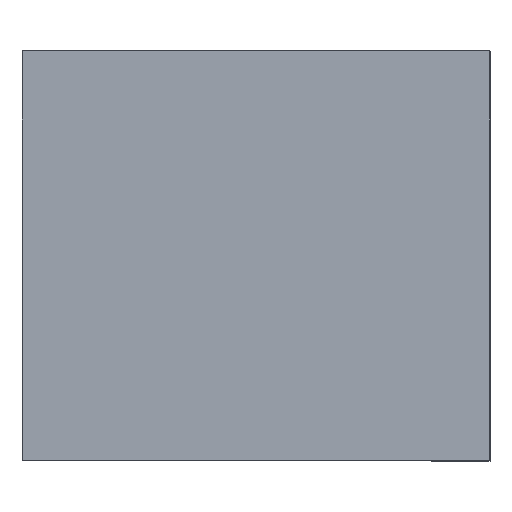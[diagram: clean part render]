
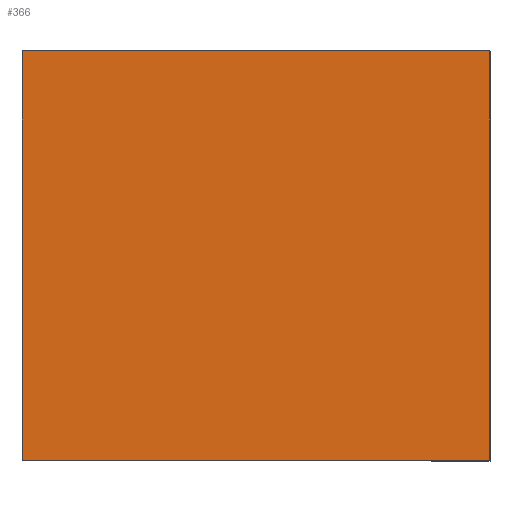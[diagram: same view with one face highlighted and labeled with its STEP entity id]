
A CAD part, top view. The second image highlights one B-rep face of the part: STEP entity #366.
In plain terms, the highlighted planar face has unit normal (0, 0, 1).
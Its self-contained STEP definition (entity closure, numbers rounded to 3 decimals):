
#31=PLANE('',#410);
#48=FACE_OUTER_BOUND('',#67,.T.);
#67=EDGE_LOOP('',(#314,#315,#316,#317));
#100=LINE('',#596,#145);
#103=LINE('',#602,#148);
#106=LINE('',#608,#151);
#110=LINE('',#613,#155);
#145=VECTOR('',#463,10.);
#148=VECTOR('',#468,10.);
#151=VECTOR('',#473,10.);
#155=VECTOR('',#479,10.);
#190=VERTEX_POINT('',#593);
#191=VERTEX_POINT('',#595);
#193=VERTEX_POINT('',#601);
#195=VERTEX_POINT('',#607);
#230=EDGE_CURVE('',#191,#190,#100,.T.);
#233=EDGE_CURVE('',#193,#191,#103,.T.);
#236=EDGE_CURVE('',#195,#193,#106,.T.);
#240=EDGE_CURVE('',#190,#195,#110,.T.);
#314=ORIENTED_EDGE('',*,*,#240,.T.);
#315=ORIENTED_EDGE('',*,*,#236,.T.);
#316=ORIENTED_EDGE('',*,*,#233,.T.);
#317=ORIENTED_EDGE('',*,*,#230,.T.);
#366=ADVANCED_FACE('',(#48),#31,.T.);
#410=AXIS2_PLACEMENT_3D('',#614,#480,#481);
#463=DIRECTION('',(1.,0.,0.));
#468=DIRECTION('',(0.,-1.,0.));
#473=DIRECTION('',(-1.,0.,0.));
#479=DIRECTION('',(0.,1.,0.));
#480=DIRECTION('center_axis',(0.,0.,1.));
#481=DIRECTION('ref_axis',(1.,0.,0.));
#593=CARTESIAN_POINT('',(33.993,-96.129,5.));
#595=CARTESIAN_POINT('',(-6.007,-96.129,5.));
#596=CARTESIAN_POINT('',(-6.007,-96.129,5.));
#601=CARTESIAN_POINT('',(-6.007,-61.129,5.));
#602=CARTESIAN_POINT('',(-6.007,-61.129,5.));
#607=CARTESIAN_POINT('',(33.993,-61.129,5.));
#608=CARTESIAN_POINT('',(33.993,-61.129,5.));
#613=CARTESIAN_POINT('',(33.993,-96.129,5.));
#614=CARTESIAN_POINT('Origin',(13.993,-78.629,5.));
